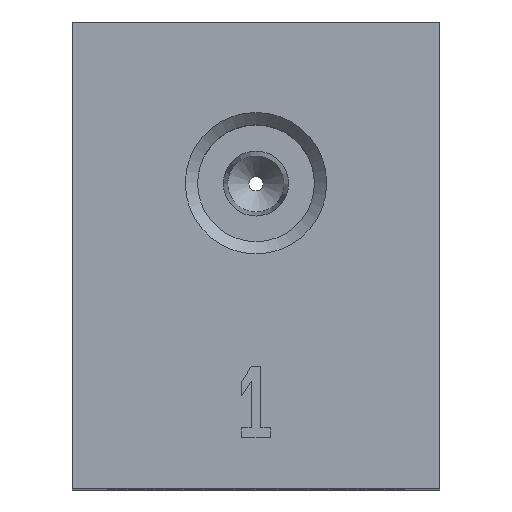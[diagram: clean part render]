
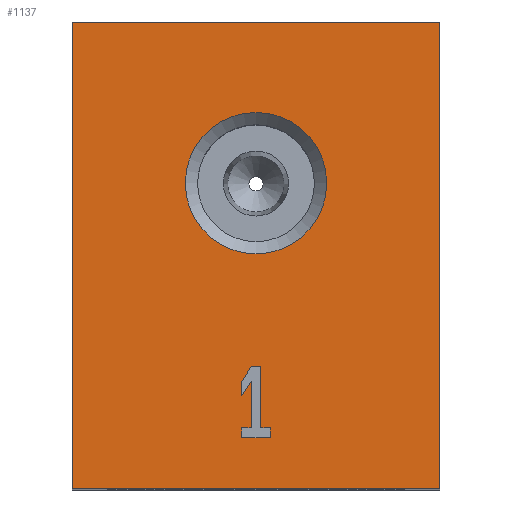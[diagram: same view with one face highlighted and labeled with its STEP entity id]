
A CAD part, top view. The second image highlights one B-rep face of the part: STEP entity #1137.
In plain terms, the highlighted planar face has unit normal (0, 0, 1).
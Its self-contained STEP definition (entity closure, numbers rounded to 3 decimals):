
#78=CIRCLE('',#1243,2.5);
#163=ORIENTED_EDGE('',*,*,#463,.F.);
#164=ORIENTED_EDGE('',*,*,#464,.F.);
#165=ORIENTED_EDGE('',*,*,#465,.F.);
#166=ORIENTED_EDGE('',*,*,#466,.F.);
#167=ORIENTED_EDGE('',*,*,#467,.F.);
#168=ORIENTED_EDGE('',*,*,#468,.F.);
#169=ORIENTED_EDGE('',*,*,#469,.F.);
#170=ORIENTED_EDGE('',*,*,#470,.F.);
#171=ORIENTED_EDGE('',*,*,#471,.F.);
#172=ORIENTED_EDGE('',*,*,#472,.F.);
#173=ORIENTED_EDGE('',*,*,#473,.F.);
#174=ORIENTED_EDGE('',*,*,#474,.T.);
#175=ORIENTED_EDGE('',*,*,#475,.T.);
#176=ORIENTED_EDGE('',*,*,#418,.F.);
#177=ORIENTED_EDGE('',*,*,#476,.F.);
#178=ORIENTED_EDGE('',*,*,#461,.T.);
#418=EDGE_CURVE('',#570,#567,#681,.T.);
#461=EDGE_CURVE('',#610,#609,#700,.T.);
#463=EDGE_CURVE('',#611,#612,#702,.T.);
#464=EDGE_CURVE('',#613,#611,#703,.T.);
#465=EDGE_CURVE('',#614,#613,#704,.T.);
#466=EDGE_CURVE('',#615,#614,#705,.T.);
#467=EDGE_CURVE('',#616,#615,#706,.T.);
#468=EDGE_CURVE('',#617,#616,#707,.T.);
#469=EDGE_CURVE('',#618,#617,#708,.T.);
#470=EDGE_CURVE('',#619,#618,#709,.T.);
#471=EDGE_CURVE('',#620,#619,#710,.T.);
#472=EDGE_CURVE('',#621,#620,#711,.T.);
#473=EDGE_CURVE('',#612,#621,#712,.T.);
#474=EDGE_CURVE('',#622,#622,#78,.T.);
#475=EDGE_CURVE('',#609,#567,#713,.T.);
#476=EDGE_CURVE('',#610,#570,#714,.T.);
#567=VERTEX_POINT('',#1688);
#570=VERTEX_POINT('',#1693);
#609=VERTEX_POINT('',#1795);
#610=VERTEX_POINT('',#1797);
#611=VERTEX_POINT('',#1801);
#612=VERTEX_POINT('',#1802);
#613=VERTEX_POINT('',#1804);
#614=VERTEX_POINT('',#1806);
#615=VERTEX_POINT('',#1808);
#616=VERTEX_POINT('',#1810);
#617=VERTEX_POINT('',#1812);
#618=VERTEX_POINT('',#1814);
#619=VERTEX_POINT('',#1816);
#620=VERTEX_POINT('',#1818);
#621=VERTEX_POINT('',#1820);
#622=VERTEX_POINT('',#1823);
#681=LINE('',#1694,#774);
#700=LINE('',#1796,#793);
#702=LINE('',#1800,#795);
#703=LINE('',#1803,#796);
#704=LINE('',#1805,#797);
#705=LINE('',#1807,#798);
#706=LINE('',#1809,#799);
#707=LINE('',#1811,#800);
#708=LINE('',#1813,#801);
#709=LINE('',#1815,#802);
#710=LINE('',#1817,#803);
#711=LINE('',#1819,#804);
#712=LINE('',#1821,#805);
#713=LINE('',#1824,#806);
#714=LINE('',#1825,#807);
#774=VECTOR('',#1347,1000.);
#793=VECTOR('',#1418,1000.);
#795=VECTOR('',#1422,1000.);
#796=VECTOR('',#1423,1000.);
#797=VECTOR('',#1424,1000.);
#798=VECTOR('',#1425,1000.);
#799=VECTOR('',#1426,1000.);
#800=VECTOR('',#1427,1000.);
#801=VECTOR('',#1428,1000.);
#802=VECTOR('',#1429,1000.);
#803=VECTOR('',#1430,1000.);
#804=VECTOR('',#1431,1000.);
#805=VECTOR('',#1432,1000.);
#806=VECTOR('',#1435,1000.);
#807=VECTOR('',#1436,1000.);
#880=EDGE_LOOP('',(#163,#164,#165,#166,#167,#168,#169,#170,#171,#172,#173));
#881=EDGE_LOOP('',(#174));
#882=EDGE_LOOP('',(#175,#176,#177,#178));
#993=FACE_BOUND('',#880,.T.);
#994=FACE_BOUND('',#881,.T.);
#995=FACE_BOUND('',#882,.T.);
#1094=PLANE('',#1242);
#1137=ADVANCED_FACE('',(#993,#994,#995),#1094,.F.);
#1242=AXIS2_PLACEMENT_3D('',#1799,#1420,#1421);
#1243=AXIS2_PLACEMENT_3D('',#1822,#1433,#1434);
#1347=DIRECTION('',(-1.,0.,0.));
#1418=DIRECTION('',(-1.,0.,0.));
#1420=DIRECTION('',(0.,0.,-1.));
#1421=DIRECTION('',(-1.,0.,0.));
#1422=DIRECTION('',(0.,-1.,0.));
#1423=DIRECTION('',(-1.,0.,0.));
#1424=DIRECTION('',(0.,-1.,0.));
#1425=DIRECTION('',(0.545,0.838,0.));
#1426=DIRECTION('',(0.,-1.,0.));
#1427=DIRECTION('',(-0.545,-0.838,0.));
#1428=DIRECTION('',(-1.,0.,0.));
#1429=DIRECTION('',(0.,1.,0.));
#1430=DIRECTION('',(-1.,0.,0.));
#1431=DIRECTION('',(0.,1.,0.));
#1432=DIRECTION('',(1.,0.,0.));
#1433=DIRECTION('',(0.,0.,-1.));
#1434=DIRECTION('',(-1.,0.,0.));
#1435=DIRECTION('',(0.,-1.,0.));
#1436=DIRECTION('',(0.,-1.,0.));
#1688=CARTESIAN_POINT('',(0.,0.,0.));
#1693=CARTESIAN_POINT('',(13.,0.,0.));
#1694=CARTESIAN_POINT('',(13.,0.,0.));
#1795=CARTESIAN_POINT('',(0.,16.5,0.));
#1796=CARTESIAN_POINT('',(13.,16.5,0.));
#1797=CARTESIAN_POINT('',(13.,16.5,0.));
#1799=CARTESIAN_POINT('',(13.,16.5,0.));
#1800=CARTESIAN_POINT('',(6.,2.15,0.));
#1801=CARTESIAN_POINT('',(6.,2.15,0.));
#1802=CARTESIAN_POINT('',(6.,1.8,0.));
#1803=CARTESIAN_POINT('',(6.325,2.15,0.));
#1804=CARTESIAN_POINT('',(6.325,2.15,0.));
#1805=CARTESIAN_POINT('',(6.325,3.8,0.));
#1806=CARTESIAN_POINT('',(6.325,3.8,0.));
#1807=CARTESIAN_POINT('',(6.,3.3,0.));
#1808=CARTESIAN_POINT('',(6.,3.3,0.));
#1809=CARTESIAN_POINT('',(6.,3.8,0.));
#1810=CARTESIAN_POINT('',(6.,3.8,0.));
#1811=CARTESIAN_POINT('',(6.325,4.3,0.));
#1812=CARTESIAN_POINT('',(6.325,4.3,0.));
#1813=CARTESIAN_POINT('',(6.675,4.3,0.));
#1814=CARTESIAN_POINT('',(6.675,4.3,0.));
#1815=CARTESIAN_POINT('',(6.675,2.15,0.));
#1816=CARTESIAN_POINT('',(6.675,2.15,0.));
#1817=CARTESIAN_POINT('',(7.,2.15,0.));
#1818=CARTESIAN_POINT('',(7.,2.15,0.));
#1819=CARTESIAN_POINT('',(7.,1.8,0.));
#1820=CARTESIAN_POINT('',(7.,1.8,0.));
#1821=CARTESIAN_POINT('',(6.,1.8,0.));
#1822=CARTESIAN_POINT('',(6.5,10.8,0.));
#1823=CARTESIAN_POINT('',(4.,10.8,0.));
#1824=CARTESIAN_POINT('',(0.,16.5,0.));
#1825=CARTESIAN_POINT('',(13.,16.5,0.));
